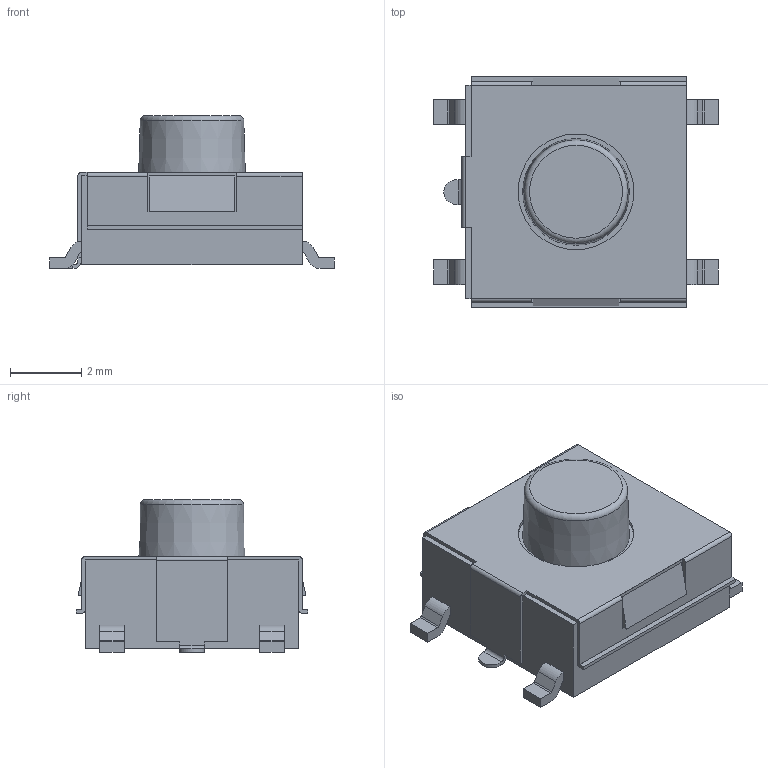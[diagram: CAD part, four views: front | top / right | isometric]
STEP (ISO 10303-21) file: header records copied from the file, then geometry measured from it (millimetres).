
FILE_DESCRIPTION((' '),'2;1');
FILE_NAME('TLE3303AFxxxQG.stp','2017-07-26T14:11:10',(' '),(' '),' ','ACIS',' ');
FILE_SCHEMA(('CONFIG_CONTROL_DESIGN'));
Length unit declared in the file: inch
Products named in the file (1): TLE3303AFxxxQG.stp
Bounding box: 8 x 6.5 x 4.3 mm (x, y, z)
Volume: 92.1 mm3; surface area: 314.1 mm2
Topology: 1 solids, 2 shells, 206 faces, 538 edges, 353 vertices
Faces by surface type: plane 140, cylinder 58, cone 2, torus 2, sphere 2, bspline 2
Full cylindrical faces by diameter (mm): 1 x1, 3.25 x1, 5 x1
Entity records: 6353 total; most frequent: CARTESIAN_POINT 1132, DIRECTION 1052, ORIENTED_EDGE 1048, EDGE_CURVE 524, VECTOR 406, LINE 406, VERTEX_POINT 349, AXIS2_PLACEMENT_3D 323
